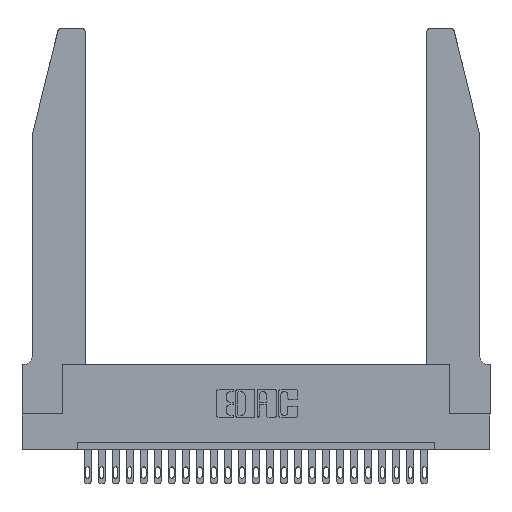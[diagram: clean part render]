
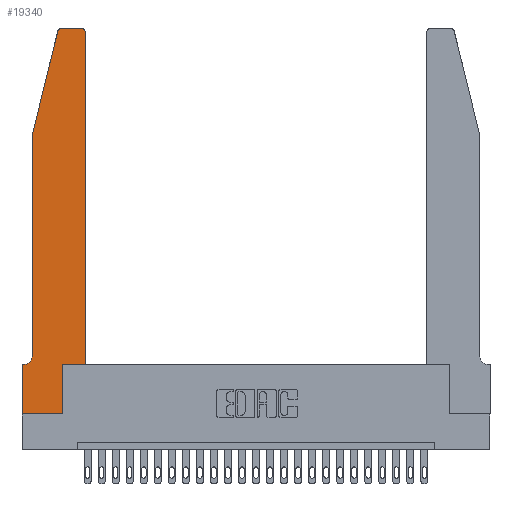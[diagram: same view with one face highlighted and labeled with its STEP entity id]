
A CAD part, top view. The second image highlights one B-rep face of the part: STEP entity #19340.
In plain terms, the highlighted planar face has unit normal (0, 0, 1).
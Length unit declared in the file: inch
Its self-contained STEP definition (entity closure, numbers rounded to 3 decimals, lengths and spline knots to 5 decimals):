
#287 = CARTESIAN_POINT ( 'NONE',  ( 0.4205, 2.72, 0.37 ) ) ;
#924 = LINE ( 'NONE', #17587, #6846 ) ;
#1080 = CARTESIAN_POINT ( 'NONE',  ( 0., 0., 0.37 ) ) ;
#1181 = EDGE_CURVE ( 'NONE', #15559, #10746, #23108, .T. ) ;
#1595 = ORIENTED_EDGE ( 'NONE', *, *, #5820, .T. ) ;
#1878 = VECTOR ( 'NONE', #6079, 39.37008 ) ;
#2207 = DIRECTION ( 'NONE',  ( 0., 0., 1. ) ) ;
#3010 = ORIENTED_EDGE ( 'NONE', *, *, #1181, .T. ) ;
#3072 = CARTESIAN_POINT ( 'NONE',  ( 0.0755, 2., 0.37 ) ) ;
#3465 = AXIS2_PLACEMENT_3D ( 'NONE', #7776, #9784, #11723 ) ;
#3691 = DIRECTION ( 'NONE',  ( 0., 1., 0. ) ) ;
#3791 = DIRECTION ( 'NONE',  ( 1., 0., 0. ) ) ;
#3972 = VERTEX_POINT ( 'NONE', #24918 ) ;
#4121 = CARTESIAN_POINT ( 'NONE',  ( 0.0055, 0.42, 0.37 ) ) ;
#4299 = VECTOR ( 'NONE', #20742, 39.37008 ) ;
#4339 = LINE ( 'NONE', #12966, #23353 ) ;
#4519 = ORIENTED_EDGE ( 'NONE', *, *, #6963, .T. ) ;
#4679 = DIRECTION ( 'NONE',  ( -0.239, -0.971, 0. ) ) ;
#4707 = VECTOR ( 'NONE', #25412, 39.37008 ) ;
#5147 = DIRECTION ( 'NONE',  ( -1., 0., 0. ) ) ;
#5622 = CARTESIAN_POINT ( 'NONE',  ( 0.0755, 0.35, 0.37 ) ) ;
#5820 = EDGE_CURVE ( 'NONE', #9164, #24399, #8474, .T. ) ;
#6038 = EDGE_CURVE ( 'NONE', #12032, #10944, #20223, .T. ) ;
#6078 = ORIENTED_EDGE ( 'NONE', *, *, #23012, .T. ) ;
#6079 = DIRECTION ( 'NONE',  ( 0., 1., 0. ) ) ;
#6828 = VERTEX_POINT ( 'NONE', #22593 ) ;
#6846 = VECTOR ( 'NONE', #3791, 39.37008 ) ;
#6963 = EDGE_CURVE ( 'NONE', #16573, #15559, #16411, .T. ) ;
#7776 = CARTESIAN_POINT ( 'NONE',  ( 0.284, 2.72, 0.37 ) ) ;
#8084 = AXIS2_PLACEMENT_3D ( 'NONE', #19838, #15827, #17926 ) ;
#8085 = ORIENTED_EDGE ( 'NONE', *, *, #6038, .T. ) ;
#8474 = LINE ( 'NONE', #19196, #22153 ) ;
#8621 = ORIENTED_EDGE ( 'NONE', *, *, #19724, .T. ) ;
#8698 = VECTOR ( 'NONE', #4679, 39.37008 ) ;
#8787 = CARTESIAN_POINT ( 'NONE',  ( 0.4505, 2.72, 0.37 ) ) ;
#8813 = ORIENTED_EDGE ( 'NONE', *, *, #13594, .T. ) ;
#8814 = CARTESIAN_POINT ( 'NONE',  ( 0., 0.35, 0.37 ) ) ;
#9164 = VERTEX_POINT ( 'NONE', #8814 ) ;
#9340 = DIRECTION ( 'NONE',  ( 0., -1., 0. ) ) ;
#9757 = ORIENTED_EDGE ( 'NONE', *, *, #24185, .T. ) ;
#9784 = DIRECTION ( 'NONE',  ( 0., 0., 1. ) ) ;
#10125 = EDGE_CURVE ( 'NONE', #10944, #16660, #14334, .T. ) ;
#10283 = DIRECTION ( 'NONE',  ( 0., 0., -1. ) ) ;
#10667 = CARTESIAN_POINT ( 'NONE',  ( 0.4505, 0.35, 0.37 ) ) ;
#10742 = CARTESIAN_POINT ( 'NONE',  ( 0.2865, 0., 0.37 ) ) ;
#10746 = VERTEX_POINT ( 'NONE', #22534 ) ;
#10944 = VERTEX_POINT ( 'NONE', #8787 ) ;
#11723 = DIRECTION ( 'NONE',  ( 1., 0., 0. ) ) ;
#11768 = AXIS2_PLACEMENT_3D ( 'NONE', #4121, #10283, #17995 ) ;
#11834 = EDGE_CURVE ( 'NONE', #16660, #3972, #4339, .T. ) ;
#11951 = ORIENTED_EDGE ( 'NONE', *, *, #23049, .T. ) ;
#12032 = VERTEX_POINT ( 'NONE', #10667 ) ;
#12161 = CARTESIAN_POINT ( 'NONE',  ( 0.0755, 2., 0.37 ) ) ;
#12966 = CARTESIAN_POINT ( 'NONE',  ( 0.2605, 2.75, 0.37 ) ) ;
#13498 = ORIENTED_EDGE ( 'NONE', *, *, #24052, .T. ) ;
#13594 = EDGE_CURVE ( 'NONE', #24399, #17536, #17310, .T. ) ;
#14334 = CIRCLE ( 'NONE', #21776, 0.03 ) ;
#14411 = CARTESIAN_POINT ( 'NONE',  ( 0., 0., 0.37 ) ) ;
#14875 = EDGE_LOOP ( 'NONE', ( #24954, #6078, #4519, #3010, #9757, #8621, #1595, #8813, #11951, #13498, #8085, #16840 ) ) ;
#15518 = LINE ( 'NONE', #5622, #4707 ) ;
#15559 = VERTEX_POINT ( 'NONE', #17082 ) ;
#15827 = DIRECTION ( 'NONE',  ( 0., 0., 1. ) ) ;
#15925 = CARTESIAN_POINT ( 'NONE',  ( 0.4505, 0.35, 0.37 ) ) ;
#16117 = CIRCLE ( 'NONE', #11768, 0.07 ) ;
#16375 = CARTESIAN_POINT ( 'NONE',  ( 0.4205, 2.75, 0.37 ) ) ;
#16411 = LINE ( 'NONE', #3072, #8698 ) ;
#16573 = VERTEX_POINT ( 'NONE', #25415 ) ;
#16660 = VERTEX_POINT ( 'NONE', #16375 ) ;
#16840 = ORIENTED_EDGE ( 'NONE', *, *, #10125, .T. ) ;
#17082 = CARTESIAN_POINT ( 'NONE',  ( 0.0755, 2., 0.37 ) ) ;
#17156 = VECTOR ( 'NONE', #3691, 39.37008 ) ;
#17310 = LINE ( 'NONE', #1080, #4299 ) ;
#17536 = VERTEX_POINT ( 'NONE', #10742 ) ;
#17587 = CARTESIAN_POINT ( 'NONE',  ( 0.4505, 0.35, 0.37 ) ) ;
#17860 = DIRECTION ( 'NONE',  ( 1., 0., 0. ) ) ;
#17926 = DIRECTION ( 'NONE',  ( 1., 0., 0. ) ) ;
#17995 = DIRECTION ( 'NONE',  ( -1., 0., 0. ) ) ;
#18337 = FACE_OUTER_BOUND ( 'NONE', #14875, .T. ) ;
#19107 = CARTESIAN_POINT ( 'NONE',  ( 0.2865, 0.35, 0.37 ) ) ;
#19196 = CARTESIAN_POINT ( 'NONE',  ( 0., 0., 0.37 ) ) ;
#19340 = ADVANCED_FACE ( 'NONE', ( #18337 ), #25796, .T. ) ;
#19640 = LINE ( 'NONE', #23534, #17156 ) ;
#19724 = EDGE_CURVE ( 'NONE', #6828, #9164, #15518, .T. ) ;
#19838 = CARTESIAN_POINT ( 'NONE',  ( 0., 0.35, 0.37 ) ) ;
#20223 = LINE ( 'NONE', #15925, #1878 ) ;
#20306 = VERTEX_POINT ( 'NONE', #19107 ) ;
#20742 = DIRECTION ( 'NONE',  ( 1., 0., 0. ) ) ;
#20902 = VECTOR ( 'NONE', #22233, 39.37008 ) ;
#21776 = AXIS2_PLACEMENT_3D ( 'NONE', #287, #2207, #17860 ) ;
#22153 = VECTOR ( 'NONE', #9340, 39.37008 ) ;
#22233 = DIRECTION ( 'NONE',  ( 0., -1., 0. ) ) ;
#22534 = CARTESIAN_POINT ( 'NONE',  ( 0.0755, 0.42, 0.37 ) ) ;
#22593 = CARTESIAN_POINT ( 'NONE',  ( 0.0055, 0.35, 0.37 ) ) ;
#23012 = EDGE_CURVE ( 'NONE', #3972, #16573, #23449, .T. ) ;
#23049 = EDGE_CURVE ( 'NONE', #17536, #20306, #19640, .T. ) ;
#23108 = LINE ( 'NONE', #12161, #20902 ) ;
#23353 = VECTOR ( 'NONE', #5147, 39.37008 ) ;
#23449 = CIRCLE ( 'NONE', #3465, 0.03 ) ;
#23534 = CARTESIAN_POINT ( 'NONE',  ( 0.2865, 0.35, 0.37 ) ) ;
#24052 = EDGE_CURVE ( 'NONE', #20306, #12032, #924, .T. ) ;
#24185 = EDGE_CURVE ( 'NONE', #10746, #6828, #16117, .T. ) ;
#24399 = VERTEX_POINT ( 'NONE', #14411 ) ;
#24918 = CARTESIAN_POINT ( 'NONE',  ( 0.284, 2.75, 0.37 ) ) ;
#24954 = ORIENTED_EDGE ( 'NONE', *, *, #11834, .T. ) ;
#25412 = DIRECTION ( 'NONE',  ( -1., 0., 0. ) ) ;
#25415 = CARTESIAN_POINT ( 'NONE',  ( 0.25487, 2.72718, 0.37 ) ) ;
#25796 = PLANE ( 'NONE',  #8084 ) ;
